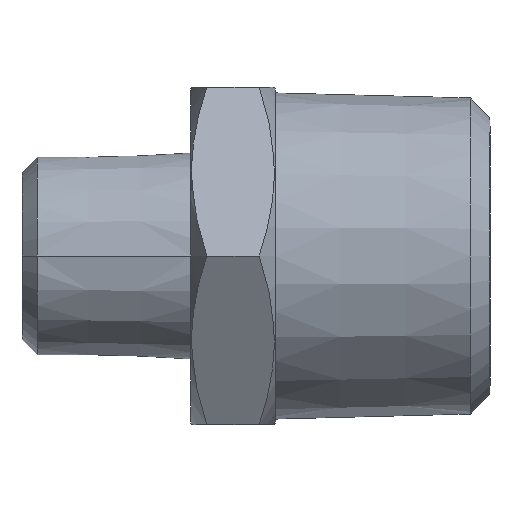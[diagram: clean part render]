
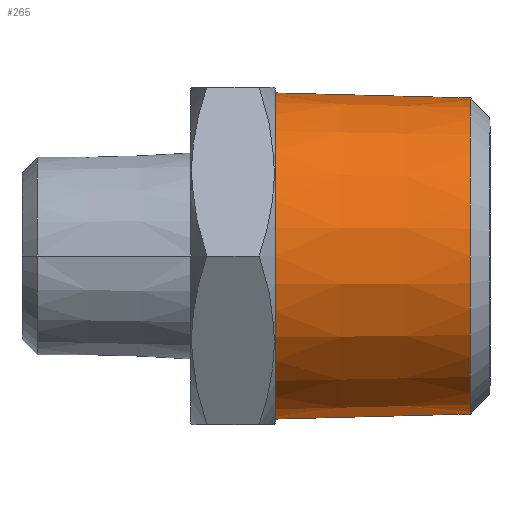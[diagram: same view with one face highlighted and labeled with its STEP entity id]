
A CAD part, left-side view. The second image highlights one B-rep face of the part: STEP entity #265.
In plain terms, the highlighted conical face has half-angle 1.47 degrees and reference radius 10.626 mm.
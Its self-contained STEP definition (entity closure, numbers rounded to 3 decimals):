
#58 = VERTEX_POINT ( 'NONE', #498 ) ;
#62 = EDGE_CURVE ( 'NONE', #82, #58, #553, .T. ) ;
#66 = EDGE_CURVE ( 'NONE', #91, #69, #538, .T. ) ;
#69 = VERTEX_POINT ( 'NONE', #496 ) ;
#82 = VERTEX_POINT ( 'NONE', #435 ) ;
#91 = VERTEX_POINT ( 'NONE', #417 ) ;
#264 = EDGE_CURVE ( 'NONE', #82, #91, #720, .T. ) ;
#265 = ADVANCED_FACE ( 'NONE', ( #711 ), #710, .T. ) ;
#266 = ORIENTED_EDGE ( 'NONE', *, *, #66, .F. ) ;
#267 = ORIENTED_EDGE ( 'NONE', *, *, #264, .F. ) ;
#268 = ORIENTED_EDGE ( 'NONE', *, *, #62, .T. ) ;
#269 = ORIENTED_EDGE ( 'NONE', *, *, #270, .T. ) ;
#270 = EDGE_CURVE ( 'NONE', #58, #69, #705, .T. ) ;
#355 = EDGE_LOOP ( 'NONE', ( #266, #267, #268, #269 ) ) ;
#417 = CARTESIAN_POINT ( 'NONE',  ( 0., -15.45, -10.3 ) ) ;
#435 = CARTESIAN_POINT ( 'NONE',  ( 0., -15.45, 10.3 ) ) ;
#496 = CARTESIAN_POINT ( 'NONE',  ( 0., -2.75, -10.626 ) ) ;
#497 = DIRECTION ( 'NONE',  ( 0., 1., -0.026 ) ) ;
#498 = CARTESIAN_POINT ( 'NONE',  ( 0., -2.75, 10.626 ) ) ;
#536 = VECTOR ( 'NONE', #497, 1000. ) ;
#537 = CARTESIAN_POINT ( 'NONE',  ( 0., -2.75, -10.626 ) ) ;
#538 = LINE ( 'NONE', #537, #536 ) ;
#550 = DIRECTION ( 'NONE',  ( 0., 1., 0.026 ) ) ;
#551 = VECTOR ( 'NONE', #550, 1000. ) ;
#552 = CARTESIAN_POINT ( 'NONE',  ( 0., -2.75, 10.626 ) ) ;
#553 = LINE ( 'NONE', #552, #551 ) ;
#701 = DIRECTION ( 'NONE',  ( 0., 0., -1. ) ) ;
#702 = DIRECTION ( 'NONE',  ( 0., -1., 0. ) ) ;
#703 = CARTESIAN_POINT ( 'NONE',  ( 0., -2.75, 0. ) ) ;
#704 = AXIS2_PLACEMENT_3D ( 'NONE', #703, #702, #701 ) ;
#705 = CIRCLE ( 'NONE', #704, 10.626 ) ;
#706 = DIRECTION ( 'NONE',  ( 0., 0., 1. ) ) ;
#707 = DIRECTION ( 'NONE',  ( 0., 1., 0. ) ) ;
#708 = AXIS2_PLACEMENT_3D ( 'NONE', #709, #707, #706 ) ;
#709 = CARTESIAN_POINT ( 'NONE',  ( 0., -2.75, 0. ) ) ;
#710 = CONICAL_SURFACE ( 'NONE', #708, 10.626, 0.026 ) ;
#711 = FACE_OUTER_BOUND ( 'NONE', #355, .T. ) ;
#712 = DIRECTION ( 'NONE',  ( 0., 0., -1. ) ) ;
#713 = DIRECTION ( 'NONE',  ( 0., -1., 0. ) ) ;
#714 = CARTESIAN_POINT ( 'NONE',  ( 0., -15.45, 0. ) ) ;
#715 = AXIS2_PLACEMENT_3D ( 'NONE', #714, #713, #712 ) ;
#720 = CIRCLE ( 'NONE', #715, 10.3 ) ;
